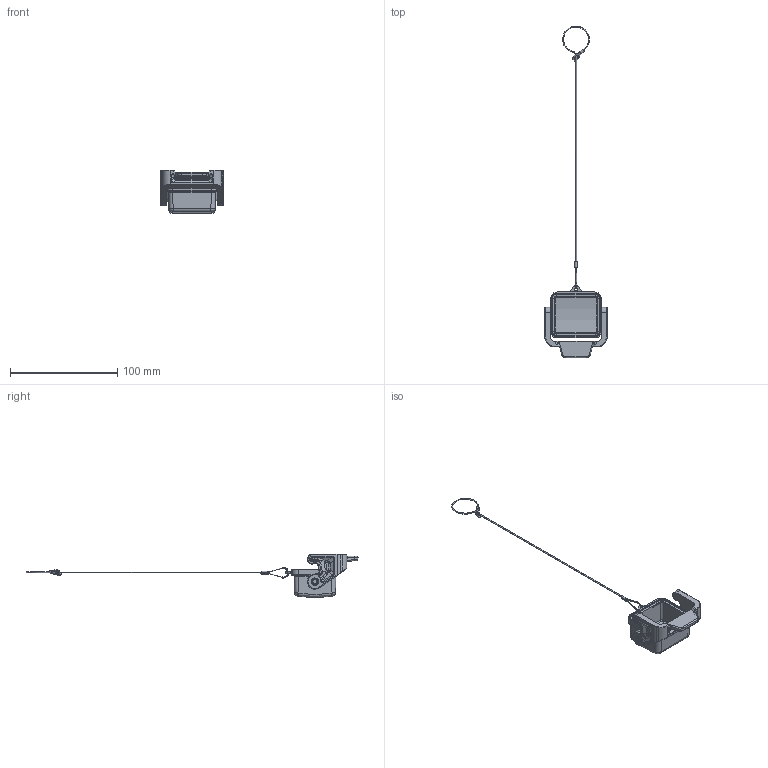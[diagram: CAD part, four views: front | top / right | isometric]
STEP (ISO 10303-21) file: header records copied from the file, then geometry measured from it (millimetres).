
FILE_DESCRIPTION(('Creo Elements/Direct Modeling STEP Export'),'2;1');
FILE_NAME('37jbk2e5pv4bjo25092','2023-03-30T 8:46:30',(''),(''),'Creo Elements/Direct Modeling STEP processor for AP214 (Solid Model)','Creo Elements/Direct Modeling 20.1B 02-Apr-2019 (C) Parametric Technology GmbH','');
FILE_SCHEMA(('AUTOMOTIVE_DESIGN { 1 0 10303 214 1 1 1 1 }'));
Products named in the file (2): CXP 02 CLG
Assembly tree (1 placements, depth 2):
  CXP 02 CLG
    CXP 02 CLG
Bounding box: 59.5 x 310.06 x 40.7 mm (x, y, z)
Volume: 23325.8 mm3; surface area: 20562.7 mm2
Topology: 1 solids, 2 shells, 659 faces, 1672 edges, 1039 vertices
Faces by surface type: cylinder 239, plane 192, bspline 165, torus 47, cone 10, extrusion 6
Entity records: 55183 total; most frequent: CARTESIAN_POINT 36020, ORIENTED_EDGE 3340, DIRECTION 2296, EDGE_CURVE 1670, VERTEX_POINT 1039, AXIS2_PLACEMENT_3D 829, EDGE_LOOP 693, COLOUR_RGB 660
